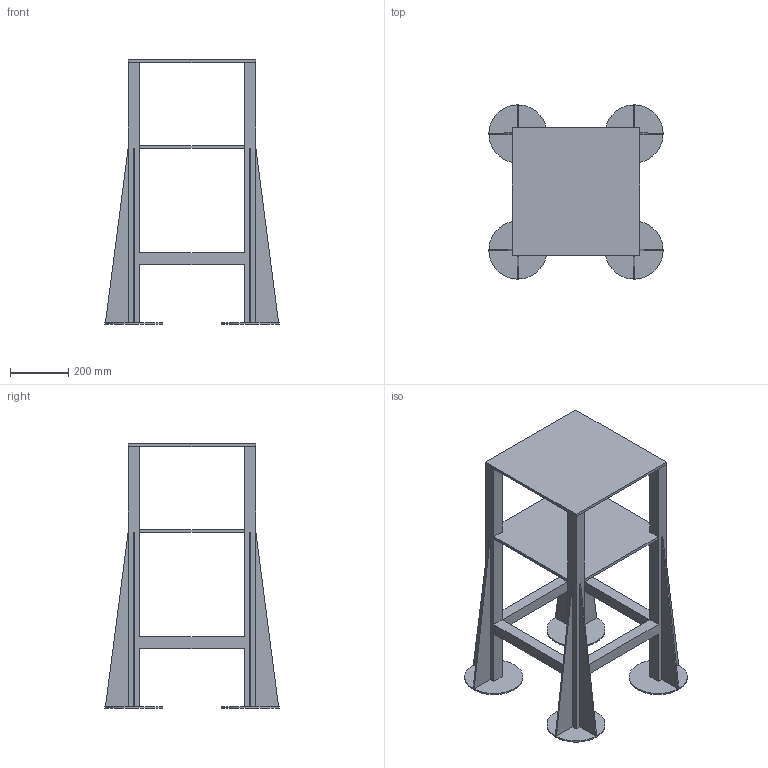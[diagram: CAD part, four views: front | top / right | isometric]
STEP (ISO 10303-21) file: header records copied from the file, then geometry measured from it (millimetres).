
FILE_DESCRIPTION(('CATIA V5 STEP Exchange'),'2;1');
FILE_NAME('masaintreroboti.stp','2022-03-10T10:42:00+00:00',('none'),('none'),'CATIA Version 5-6 Release 2017','CATIA V5 STEP AP203','none');
FILE_SCHEMA(('CONFIG_CONTROL_DESIGN'));
Length unit declared in the file: millimetre
Products named in the file (1): masaintreroboti
Bounding box: 600 x 600 x 910 mm (x, y, z)
Volume: 13397156.6 mm3; surface area: 2202086.5 mm2
Topology: 1 solids, 1 shells, 88 faces, 256 edges, 160 vertices
Faces by surface type: plane 80, cylinder 8
Entity records: 2618 total; most frequent: ORIENTED_EDGE 512, CARTESIAN_POINT 454, DIRECTION 330, EDGE_CURVE 256, VECTOR 240, LINE 240, VERTEX_POINT 160, EDGE_LOOP 92
